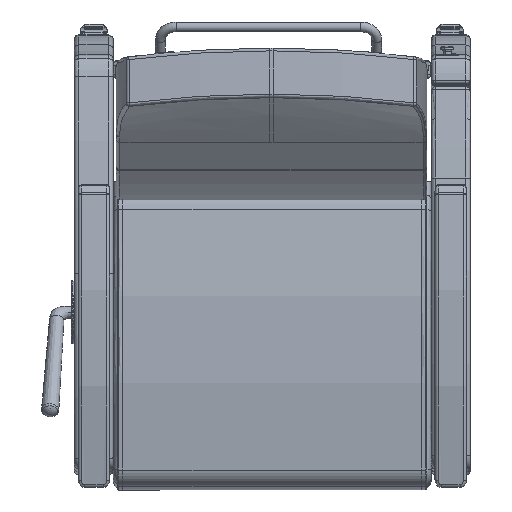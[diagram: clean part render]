
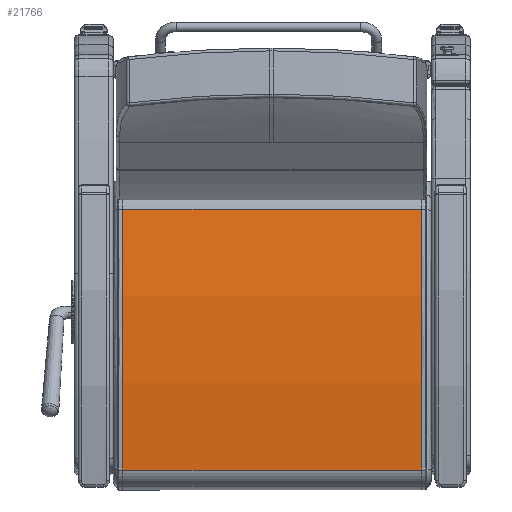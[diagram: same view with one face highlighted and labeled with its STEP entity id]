
A CAD part, front view. The second image highlights one B-rep face of the part: STEP entity #21766.
In plain terms, the highlighted free-form (B-spline) face has degree [1, 2] with [2, 3] control points.
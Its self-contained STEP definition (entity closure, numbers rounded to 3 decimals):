
#768=(
BOUNDED_SURFACE()
B_SPLINE_SURFACE(1,2,((#33757,#33758,#33759),(#33760,#33761,#33762)),
 .UNSPECIFIED.,.F.,.F.,.F.)
B_SPLINE_SURFACE_WITH_KNOTS((2,2),(3,3),(-0.193,0.193),
(1.362,1.699),.UNSPECIFIED.)
GEOMETRIC_REPRESENTATION_ITEM()
RATIONAL_B_SPLINE_SURFACE(((1.,0.986,1.),(1.,0.986,
1.)))
REPRESENTATION_ITEM('')
SURFACE()
);
#816=ELLIPSE('',#23438,60.054,60.);
#828=ELLIPSE('',#23480,60.054,60.);
#2455=FACE_OUTER_BOUND('',#3747,.T.);
#3747=EDGE_LOOP('',(#15452,#15453,#15454,#15455));
#5214=LINE('',#33756,#6727);
#5215=LINE('',#33763,#6728);
#6727=VECTOR('',#26382,0.394);
#6728=VECTOR('',#26383,0.394);
#9434=VERTEX_POINT('',#32929);
#9435=VERTEX_POINT('',#32952);
#9475=VERTEX_POINT('',#33169);
#9476=VERTEX_POINT('',#33192);
#11769=EDGE_CURVE('',#9435,#9434,#816,.T.);
#11828=EDGE_CURVE('',#9476,#9475,#828,.T.);
#11908=EDGE_CURVE('',#9434,#9476,#5214,.T.);
#11909=EDGE_CURVE('',#9435,#9475,#5215,.T.);
#15452=ORIENTED_EDGE('',*,*,#11769,.F.);
#15453=ORIENTED_EDGE('',*,*,#11909,.T.);
#15454=ORIENTED_EDGE('',*,*,#11828,.F.);
#15455=ORIENTED_EDGE('',*,*,#11908,.F.);
#21766=ADVANCED_FACE('',(#2455),#768,.F.);
#23438=AXIS2_PLACEMENT_3D('',#32954,#26135,#26136);
#23480=AXIS2_PLACEMENT_3D('',#33194,#26244,#26245);
#26135=DIRECTION('center_axis',(0.,0.,-1.));
#26136=DIRECTION('ref_axis',(1.,0.,0.));
#26244=DIRECTION('center_axis',(0.,0.,1.));
#26245=DIRECTION('ref_axis',(1.,0.,0.));
#26382=DIRECTION('',(0.,0.,1.));
#26383=DIRECTION('',(0.,0.,1.));
#32929=CARTESIAN_POINT('',(10.111,0.445,-11.563));
#32952=CARTESIAN_POINT('',(-10.045,1.256,-11.563));
#32954=CARTESIAN_POINT('Origin',(-2.35,-58.249,-11.563));
#33169=CARTESIAN_POINT('',(-10.045,1.256,11.563));
#33192=CARTESIAN_POINT('',(10.111,0.445,11.563));
#33194=CARTESIAN_POINT('Origin',(-2.35,-58.249,11.563));
#33756=CARTESIAN_POINT('',(10.111,0.445,0.));
#33757=CARTESIAN_POINT('Ctrl Pts',(10.111,0.445,-11.563));
#33758=CARTESIAN_POINT('Ctrl Pts',(0.103,2.566,-11.563));
#33759=CARTESIAN_POINT('Ctrl Pts',(-10.045,1.256,-11.563));
#33760=CARTESIAN_POINT('Ctrl Pts',(10.111,0.445,11.563));
#33761=CARTESIAN_POINT('Ctrl Pts',(0.103,2.566,11.563));
#33762=CARTESIAN_POINT('Ctrl Pts',(-10.045,1.256,11.563));
#33763=CARTESIAN_POINT('',(-10.045,1.256,0.));
